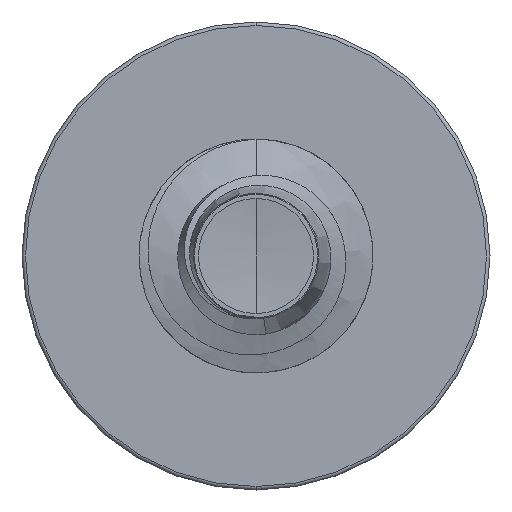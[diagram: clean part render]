
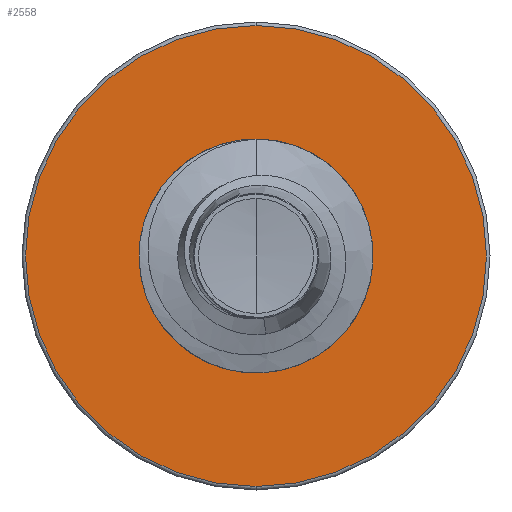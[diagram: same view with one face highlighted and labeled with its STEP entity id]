
A CAD part, front view. The second image highlights one B-rep face of the part: STEP entity #2558.
In plain terms, the highlighted planar face has unit normal (0, -1, 0).
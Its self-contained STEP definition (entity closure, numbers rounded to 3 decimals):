
#507 = CARTESIAN_POINT ( 'NONE',  ( 0., 17.5, 5.91 ) ) ;
#1709 = AXIS2_PLACEMENT_3D ( 'NONE', #18820, #11489, #19821 ) ;
#2558 = ADVANCED_FACE ( 'NONE', ( #9528, #4234 ), #4030, .F. ) ;
#3229 = CARTESIAN_POINT ( 'NONE',  ( 0., 17.5, 0. ) ) ;
#3572 = DIRECTION ( 'NONE',  ( 0., 0., 1. ) ) ;
#3577 = DIRECTION ( 'NONE',  ( 0., 1., 0. ) ) ;
#3618 = CARTESIAN_POINT ( 'NONE',  ( 0., 17.5, 0. ) ) ;
#3765 = DIRECTION ( 'NONE',  ( 0., 0., 1. ) ) ;
#3769 = DIRECTION ( 'NONE',  ( 0., 1., 0. ) ) ;
#3936 = CARTESIAN_POINT ( 'NONE',  ( 0., 17.5, -2.842 ) ) ;
#4030 = PLANE ( 'NONE',  #15847 ) ;
#4234 = FACE_BOUND ( 'NONE', #10126, .T. ) ;
#4245 = CARTESIAN_POINT ( 'NONE',  ( 0., 17.5, 2.842 ) ) ;
#5509 = DIRECTION ( 'NONE',  ( 0., 0., 1. ) ) ;
#6191 = CARTESIAN_POINT ( 'NONE',  ( 0., 17.5, 0. ) ) ;
#6213 = AXIS2_PLACEMENT_3D ( 'NONE', #6191, #16523, #8180 ) ;
#6277 = ORIENTED_EDGE ( 'NONE', *, *, #9086, .T. ) ;
#7598 = ORIENTED_EDGE ( 'NONE', *, *, #16237, .T. ) ;
#8180 = DIRECTION ( 'NONE',  ( 0., 0., 1. ) ) ;
#8450 = VERTEX_POINT ( 'NONE', #507 ) ;
#9086 = EDGE_CURVE ( 'NONE', #14442, #18337, #16759, .T. ) ;
#9528 = FACE_OUTER_BOUND ( 'NONE', #15039, .T. ) ;
#10126 = EDGE_LOOP ( 'NONE', ( #7598, #6277 ) ) ;
#10442 = CIRCLE ( 'NONE', #6213, 2.842 ) ;
#10923 = CIRCLE ( 'NONE', #1709, 5.91 ) ;
#11021 = VERTEX_POINT ( 'NONE', #11836 ) ;
#11489 = DIRECTION ( 'NONE',  ( 0., 1., 0. ) ) ;
#11836 = CARTESIAN_POINT ( 'NONE',  ( 0., 17.5, -5.91 ) ) ;
#11845 = EDGE_CURVE ( 'NONE', #8450, #11021, #12608, .T. ) ;
#12608 = CIRCLE ( 'NONE', #13474, 5.91 ) ;
#12677 = CARTESIAN_POINT ( 'NONE',  ( 0., 17.5, -2.842 ) ) ;
#13474 = AXIS2_PLACEMENT_3D ( 'NONE', #3229, #14912, #5509 ) ;
#14442 = VERTEX_POINT ( 'NONE', #12677 ) ;
#14912 = DIRECTION ( 'NONE',  ( 0., 1., 0. ) ) ;
#15039 = EDGE_LOOP ( 'NONE', ( #15362, #15370 ) ) ;
#15362 = ORIENTED_EDGE ( 'NONE', *, *, #11845, .F. ) ;
#15370 = ORIENTED_EDGE ( 'NONE', *, *, #16239, .F. ) ;
#15847 = AXIS2_PLACEMENT_3D ( 'NONE', #3936, #3769, #3765 ) ;
#16237 = EDGE_CURVE ( 'NONE', #18337, #14442, #10442, .T. ) ;
#16239 = EDGE_CURVE ( 'NONE', #11021, #8450, #10923, .T. ) ;
#16523 = DIRECTION ( 'NONE',  ( 0., 1., 0. ) ) ;
#16759 = CIRCLE ( 'NONE', #19007, 2.842 ) ;
#18337 = VERTEX_POINT ( 'NONE', #4245 ) ;
#18820 = CARTESIAN_POINT ( 'NONE',  ( 0., 17.5, 0. ) ) ;
#19007 = AXIS2_PLACEMENT_3D ( 'NONE', #3618, #3577, #3572 ) ;
#19821 = DIRECTION ( 'NONE',  ( 0., 0., 1. ) ) ;
